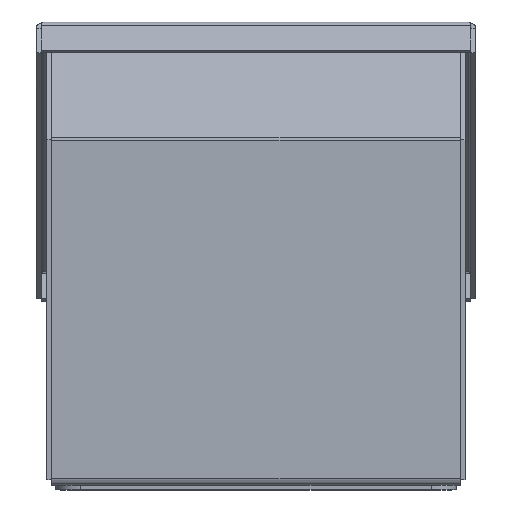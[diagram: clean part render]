
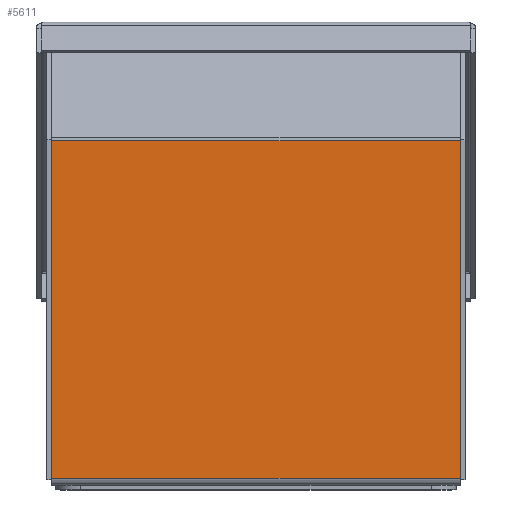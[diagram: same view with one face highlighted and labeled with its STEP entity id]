
A CAD part, left-side view. The second image highlights one B-rep face of the part: STEP entity #5611.
In plain terms, the highlighted planar face has unit normal (-1, 0, 0).
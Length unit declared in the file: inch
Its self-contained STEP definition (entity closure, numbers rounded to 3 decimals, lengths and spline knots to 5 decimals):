
#308=LINE('',#8211,#850);
#314=LINE('',#8229,#856);
#317=LINE('',#8236,#859);
#319=LINE('',#8239,#861);
#850=VECTOR('',#6625,6.125);
#856=VECTOR('',#6647,5.05655);
#859=VECTOR('',#6654,5.05655);
#861=VECTOR('',#6658,6.125);
#1333=PLANE('',#5974);
#1638=FACE_OUTER_BOUND('',#1963,.T.);
#1963=EDGE_LOOP('',(#3946,#3947,#3948,#3949));
#2522=VERTEX_POINT('',#8208);
#2523=VERTEX_POINT('',#8210);
#2527=VERTEX_POINT('',#8227);
#2529=VERTEX_POINT('',#8235);
#3052=EDGE_CURVE('',#2523,#2522,#308,.T.);
#3061=EDGE_CURVE('',#2527,#2522,#314,.T.);
#3064=EDGE_CURVE('',#2523,#2529,#317,.T.);
#3066=EDGE_CURVE('',#2527,#2529,#319,.T.);
#3946=ORIENTED_EDGE('',*,*,#3052,.T.);
#3947=ORIENTED_EDGE('',*,*,#3061,.F.);
#3948=ORIENTED_EDGE('',*,*,#3066,.T.);
#3949=ORIENTED_EDGE('',*,*,#3064,.F.);
#5611=ADVANCED_FACE('',(#1638),#1333,.F.);
#5974=AXIS2_PLACEMENT_3D('',#8253,#6674,#6675);
#6625=DIRECTION('',(0.,1.,0.));
#6647=DIRECTION('',(0.,0.,1.));
#6654=DIRECTION('',(0.,0.,-1.));
#6658=DIRECTION('',(0.,-1.,0.));
#6674=DIRECTION('center_axis',(1.,0.,0.));
#6675=DIRECTION('ref_axis',(0.,0.,-1.));
#8208=CARTESIAN_POINT('',(0.,6.125,5.1618));
#8210=CARTESIAN_POINT('',(0.,0.,
5.1618));
#8211=CARTESIAN_POINT('',(0.,1.53125,5.1618));
#8227=CARTESIAN_POINT('',(0.,6.125,0.10525));
#8229=CARTESIAN_POINT('',(0.,6.125,0.10525));
#8235=CARTESIAN_POINT('',(0.,0.,
0.10525));
#8236=CARTESIAN_POINT('',(0.,0.,
-0.09522));
#8239=CARTESIAN_POINT('',(0.,3.0625,0.10525));
#8253=CARTESIAN_POINT('Origin',(0.,3.0625,2.59751));
